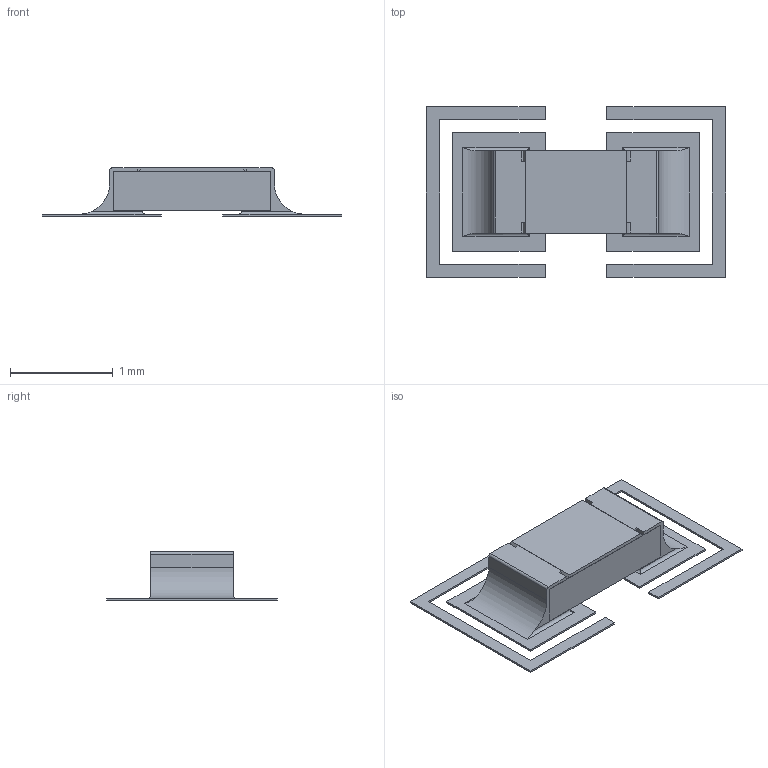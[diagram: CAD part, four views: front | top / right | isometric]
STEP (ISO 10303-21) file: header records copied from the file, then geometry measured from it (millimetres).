
FILE_DESCRIPTION(('FreeCAD Model'),'2;1');
FILE_NAME('Open CASCADE Shape Model','2021-08-22T13:54:27',('Author'),( ''),'Open CASCADE STEP processor 7.5','FreeCAD','Unknown');
FILE_SCHEMA(('AUTOMOTIVE_DESIGN { 1 0 10303 214 1 1 1 1 }'));
Length unit declared in the file: millimetre
Products named in the file (7): Resistor_0603_Solder_Silk; Pin1Body; Pin2Body; CeramicBody; CoatingBody; Silk1Body; Silk2Body
Assembly tree (6 placements, depth 2):
  Resistor_0603_Solder_Silk
    Pin1Body
    Pin2Body
    CeramicBody
    CoatingBody
    Silk1Body
    Silk2Body
Bounding box: 2.91 x 1.66 x 0.47 mm (x, y, z)
Volume: 0.6 mm3; surface area: 14.6 mm2
Topology: 6 solids, 6 shells, 81 faces, 197 edges, 130 vertices
Faces by surface type: plane 71, cylinder 10
Entity records: 5260 total; most frequent: CARTESIAN_POINT 1057, DIRECTION 755, LINE 551, VECTOR 551, ORIENTED_EDGE 394, PCURVE 394, DEFINITIONAL_REPRESENTATION 394, EDGE_CURVE 197
